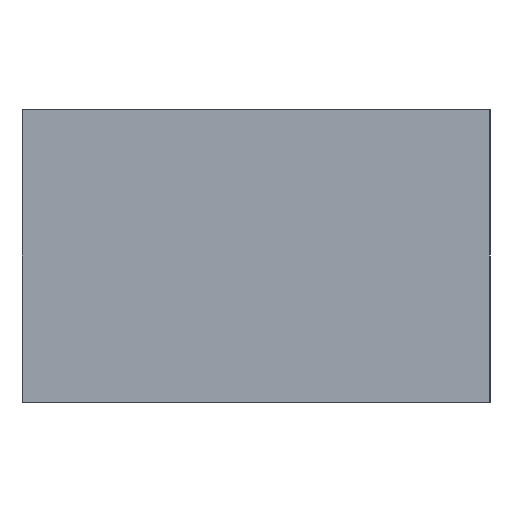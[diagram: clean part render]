
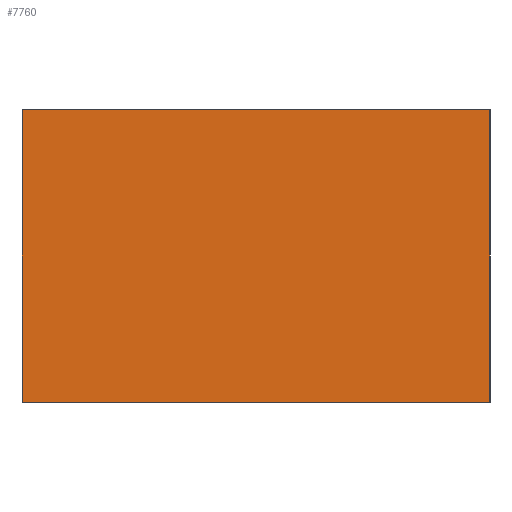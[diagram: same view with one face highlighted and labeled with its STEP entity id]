
A CAD part, left-side view. The second image highlights one B-rep face of the part: STEP entity #7760.
In plain terms, the highlighted planar face has unit normal (-1, 0, 0).
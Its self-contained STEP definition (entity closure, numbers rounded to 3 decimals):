
#881=FACE_OUTER_BOUND('',#1323,.T.);
#1323=EDGE_LOOP('',(#6751,#6752,#6753,#6754));
#1700=LINE('',#11886,#2476);
#2096=LINE('',#12937,#2872);
#2117=LINE('',#13088,#2893);
#2118=LINE('',#13089,#2894);
#2476=VECTOR('',#8730,10.);
#2872=VECTOR('',#9548,10.);
#2893=VECTOR('',#9723,10.);
#2894=VECTOR('',#9724,10.);
#3244=VERTEX_POINT('',#11879);
#3247=VERTEX_POINT('',#11884);
#3563=VERTEX_POINT('',#12935);
#3616=VERTEX_POINT('',#13087);
#4140=EDGE_CURVE('',#3244,#3247,#1700,.T.);
#4600=EDGE_CURVE('',#3563,#3247,#2096,.T.);
#4673=EDGE_CURVE('',#3616,#3244,#2117,.T.);
#4674=EDGE_CURVE('',#3616,#3563,#2118,.T.);
#6751=ORIENTED_EDGE('',*,*,#4673,.T.);
#6752=ORIENTED_EDGE('',*,*,#4140,.T.);
#6753=ORIENTED_EDGE('',*,*,#4600,.F.);
#6754=ORIENTED_EDGE('',*,*,#4674,.F.);
#7050=PLANE('',#8167);
#7760=ADVANCED_FACE('',(#881),#7050,.T.);
#8167=AXIS2_PLACEMENT_3D('',#13086,#9721,#9722);
#8730=DIRECTION('',(0.,0.,1.));
#9548=DIRECTION('',(0.,-1.,0.));
#9721=DIRECTION('center_axis',(-1.,0.,0.));
#9722=DIRECTION('ref_axis',(0.,-1.,0.));
#9723=DIRECTION('',(0.,-1.,0.));
#9724=DIRECTION('',(0.,0.,1.));
#11879=CARTESIAN_POINT('',(0.,0.,0.));
#11884=CARTESIAN_POINT('',(0.,0.,31.75));
#11886=CARTESIAN_POINT('',(0.,0.,0.));
#12935=CARTESIAN_POINT('',(0.,50.8,31.75));
#12937=CARTESIAN_POINT('',(0.,50.8,31.75));
#13086=CARTESIAN_POINT('Origin',(0.,50.8,0.));
#13087=CARTESIAN_POINT('',(0.,50.8,0.));
#13088=CARTESIAN_POINT('',(0.,50.8,0.));
#13089=CARTESIAN_POINT('',(0.,50.8,0.));
